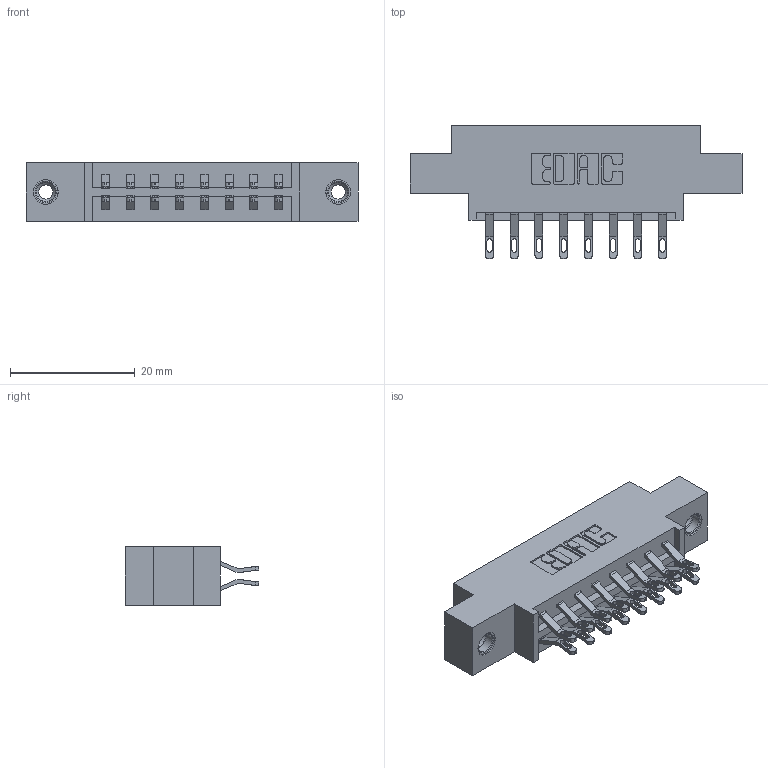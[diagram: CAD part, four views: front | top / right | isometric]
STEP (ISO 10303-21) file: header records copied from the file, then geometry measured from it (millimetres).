
FILE_DESCRIPTION (( 'STEP AP203' ), '1' );
FILE_NAME ('833-016-555-808.STEP', '2020-05-31T18:42:09', ( '' ), ( '' ), 'SwSTEP 2.0', 'SolidWorks 2020', '' );
FILE_SCHEMA (( 'CONFIG_CONTROL_DESIGN' ));
Length unit declared in the file: inch
Products named in the file (4): 833-016-555-808; 345-292-001_555 Tail; 345-250-001_345-250-003-102; 833 Part_Offset - .156 Dia - TI
Assembly tree (19 placements, depth 2):
  833-016-555-808
    833 Part_Offset - .156 Dia - TI
    345-292-001_555 Tail  x16
    345-250-001_345-250-003-102  x2
Bounding box: 53.24 x 21.47 x 9.4 mm (x, y, z)
Volume: 4929.5 mm3; surface area: 5878.7 mm2
Topology: 19 solids, 19 shells, 1106 faces, 3387 edges, 2250 vertices
Faces by surface type: plane 650, cylinder 440, cone 12, torus 4
Entity records: 11188 total; most frequent: CARTESIAN_POINT 1915, ORIENTED_EDGE 1814, DIRECTION 1697, EDGE_CURVE 907, LINE 739, VECTOR 739, VERTEX_POINT 600, AXIS2_PLACEMENT_3D 479
